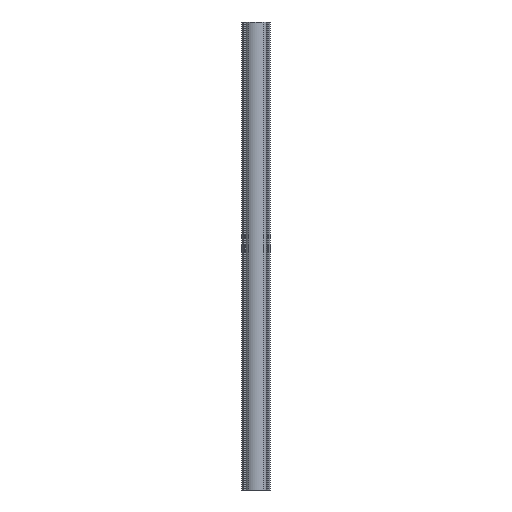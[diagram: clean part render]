
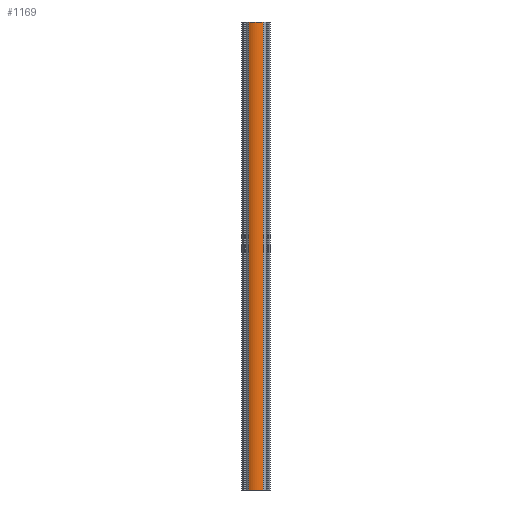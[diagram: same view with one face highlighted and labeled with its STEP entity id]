
A CAD part, front view. The second image highlights one B-rep face of the part: STEP entity #1169.
In plain terms, the highlighted cylindrical face has radius 15 mm (diameter 30 mm), a partial arc.
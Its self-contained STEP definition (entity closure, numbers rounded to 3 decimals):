
#70 = EDGE_LOOP ( 'NONE', ( #609, #2066, #1106, #1568 ) ) ;
#243 = VERTEX_POINT ( 'NONE', #3223 ) ;
#272 = DIRECTION ( 'NONE',  ( 0., 0., 1. ) ) ;
#276 = VECTOR ( 'NONE', #3689, 1000. ) ;
#301 = CYLINDRICAL_SURFACE ( 'NONE', #1758, 15. ) ;
#319 = VERTEX_POINT ( 'NONE', #2123 ) ;
#605 = DIRECTION ( 'NONE',  ( 1., 0., 0. ) ) ;
#609 = ORIENTED_EDGE ( 'NONE', *, *, #3775, .T. ) ;
#636 = CARTESIAN_POINT ( 'NONE',  ( -7.755, -12.84, 0. ) ) ;
#722 = CARTESIAN_POINT ( 'NONE',  ( -7.755, -12.84, 500. ) ) ;
#965 = EDGE_CURVE ( 'NONE', #243, #319, #2310, .T. ) ;
#990 = LINE ( 'NONE', #2447, #276 ) ;
#1046 = DIRECTION ( 'NONE',  ( 0., 0., 1. ) ) ;
#1106 = ORIENTED_EDGE ( 'NONE', *, *, #965, .T. ) ;
#1169 = ADVANCED_FACE ( 'NONE', ( #1195 ), #301, .T. ) ;
#1195 = FACE_OUTER_BOUND ( 'NONE', #70, .T. ) ;
#1320 = DIRECTION ( 'NONE',  ( 1., 0., 0. ) ) ;
#1568 = ORIENTED_EDGE ( 'NONE', *, *, #2977, .T. ) ;
#1653 = AXIS2_PLACEMENT_3D ( 'NONE', #2286, #3458, #2491 ) ;
#1758 = AXIS2_PLACEMENT_3D ( 'NONE', #1802, #2685, #605 ) ;
#1802 = CARTESIAN_POINT ( 'NONE',  ( 0., 0., 0. ) ) ;
#1856 = CARTESIAN_POINT ( 'NONE',  ( 7.755, -12.84, 500. ) ) ;
#2066 = ORIENTED_EDGE ( 'NONE', *, *, #2907, .F. ) ;
#2123 = CARTESIAN_POINT ( 'NONE',  ( 7.755, -12.84, 0. ) ) ;
#2286 = CARTESIAN_POINT ( 'NONE',  ( 0., 0., 500. ) ) ;
#2310 = CIRCLE ( 'NONE', #2982, 15. ) ;
#2407 = VERTEX_POINT ( 'NONE', #1856 ) ;
#2447 = CARTESIAN_POINT ( 'NONE',  ( 7.755, -12.84, 0. ) ) ;
#2491 = DIRECTION ( 'NONE',  ( 1., 0., 0. ) ) ;
#2685 = DIRECTION ( 'NONE',  ( 0., 0., 1. ) ) ;
#2763 = CIRCLE ( 'NONE', #1653, 15. ) ;
#2907 = EDGE_CURVE ( 'NONE', #243, #3682, #3242, .T. ) ;
#2977 = EDGE_CURVE ( 'NONE', #319, #2407, #990, .T. ) ;
#2982 = AXIS2_PLACEMENT_3D ( 'NONE', #3686, #1046, #1320 ) ;
#3223 = CARTESIAN_POINT ( 'NONE',  ( -7.755, -12.84, 0. ) ) ;
#3242 = LINE ( 'NONE', #636, #3749 ) ;
#3458 = DIRECTION ( 'NONE',  ( 0., 0., -1. ) ) ;
#3682 = VERTEX_POINT ( 'NONE', #722 ) ;
#3686 = CARTESIAN_POINT ( 'NONE',  ( 0., 0., 0. ) ) ;
#3689 = DIRECTION ( 'NONE',  ( 0., 0., 1. ) ) ;
#3749 = VECTOR ( 'NONE', #272, 1000. ) ;
#3775 = EDGE_CURVE ( 'NONE', #2407, #3682, #2763, .T. ) ;
